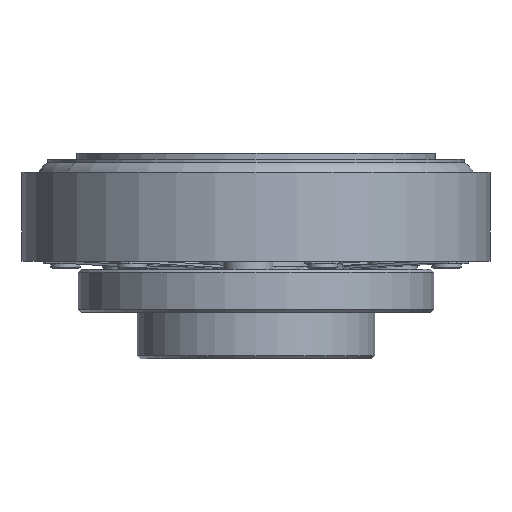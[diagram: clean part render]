
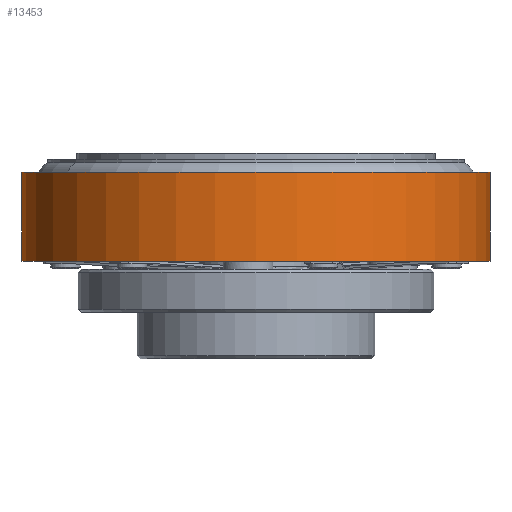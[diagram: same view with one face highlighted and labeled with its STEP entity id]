
A CAD part, front view. The second image highlights one B-rep face of the part: STEP entity #13453.
In plain terms, the highlighted cylindrical face has radius 75 mm (diameter 150 mm), a partial arc.
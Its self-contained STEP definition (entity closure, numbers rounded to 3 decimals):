
#393 = DIRECTION ( 'NONE',  ( 0., 0., 1. ) ) ;
#1046 = CARTESIAN_POINT ( 'NONE',  ( 0., 0., -32.7 ) ) ;
#1106 = EDGE_LOOP ( 'NONE', ( #15111, #1542, #3082, #4729 ) ) ;
#1327 = EDGE_CURVE ( 'NONE', #4153, #6283, #13151, .T. ) ;
#1462 = CARTESIAN_POINT ( 'NONE',  ( -75., 0., -32.7 ) ) ;
#1542 = ORIENTED_EDGE ( 'NONE', *, *, #3809, .F. ) ;
#1574 = CARTESIAN_POINT ( 'NONE',  ( 0., 0., 61.79 ) ) ;
#2216 = DIRECTION ( 'NONE',  ( -1., 0., 0. ) ) ;
#2234 = AXIS2_PLACEMENT_3D ( 'NONE', #1574, #393, #14372 ) ;
#2674 = VERTEX_POINT ( 'NONE', #4511 ) ;
#2820 = LINE ( 'NONE', #13191, #7608 ) ;
#2866 = CARTESIAN_POINT ( 'NONE',  ( 75., 0., -4.2 ) ) ;
#3082 = ORIENTED_EDGE ( 'NONE', *, *, #4898, .T. ) ;
#3364 = AXIS2_PLACEMENT_3D ( 'NONE', #5126, #13252, #6305 ) ;
#3809 = EDGE_CURVE ( 'NONE', #2674, #13963, #7679, .T. ) ;
#4153 = VERTEX_POINT ( 'NONE', #2866 ) ;
#4511 = CARTESIAN_POINT ( 'NONE',  ( 75., 0., -32.7 ) ) ;
#4729 = ORIENTED_EDGE ( 'NONE', *, *, #1327, .T. ) ;
#4898 = EDGE_CURVE ( 'NONE', #2674, #4153, #7156, .T. ) ;
#5126 = CARTESIAN_POINT ( 'NONE',  ( 0., 0., -4.2 ) ) ;
#5746 = CYLINDRICAL_SURFACE ( 'NONE', #2234, 75. ) ;
#6249 = DIRECTION ( 'NONE',  ( 0., 0., 1. ) ) ;
#6283 = VERTEX_POINT ( 'NONE', #6689 ) ;
#6305 = DIRECTION ( 'NONE',  ( -1., 0., 0. ) ) ;
#6689 = CARTESIAN_POINT ( 'NONE',  ( -75., 0., -4.2 ) ) ;
#6804 = DIRECTION ( 'NONE',  ( 0., 0., 1. ) ) ;
#7156 = LINE ( 'NONE', #11400, #13669 ) ;
#7608 = VECTOR ( 'NONE', #6249, 1000. ) ;
#7679 = CIRCLE ( 'NONE', #11677, 75. ) ;
#9212 = DIRECTION ( 'NONE',  ( 0., 0., -1. ) ) ;
#10050 = EDGE_CURVE ( 'NONE', #13963, #6283, #2820, .T. ) ;
#11400 = CARTESIAN_POINT ( 'NONE',  ( 75., 0., 61.79 ) ) ;
#11677 = AXIS2_PLACEMENT_3D ( 'NONE', #1046, #9212, #2216 ) ;
#12282 = FACE_OUTER_BOUND ( 'NONE', #1106, .T. ) ;
#13151 = CIRCLE ( 'NONE', #3364, 75. ) ;
#13191 = CARTESIAN_POINT ( 'NONE',  ( -75., 0., 61.79 ) ) ;
#13252 = DIRECTION ( 'NONE',  ( 0., 0., -1. ) ) ;
#13453 = ADVANCED_FACE ( 'NONE', ( #12282 ), #5746, .T. ) ;
#13669 = VECTOR ( 'NONE', #6804, 1000. ) ;
#13963 = VERTEX_POINT ( 'NONE', #1462 ) ;
#14372 = DIRECTION ( 'NONE',  ( 1., 0., 0. ) ) ;
#15111 = ORIENTED_EDGE ( 'NONE', *, *, #10050, .F. ) ;
